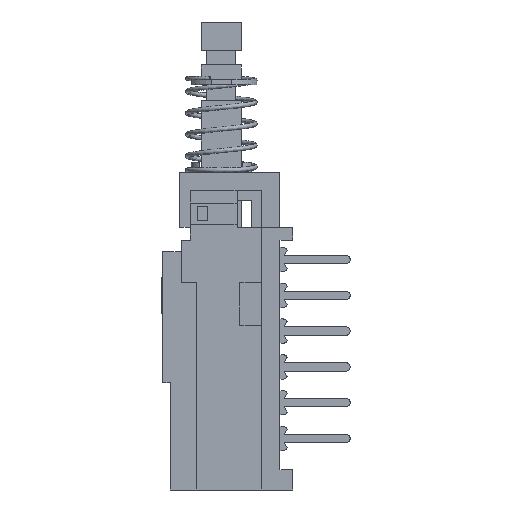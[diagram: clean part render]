
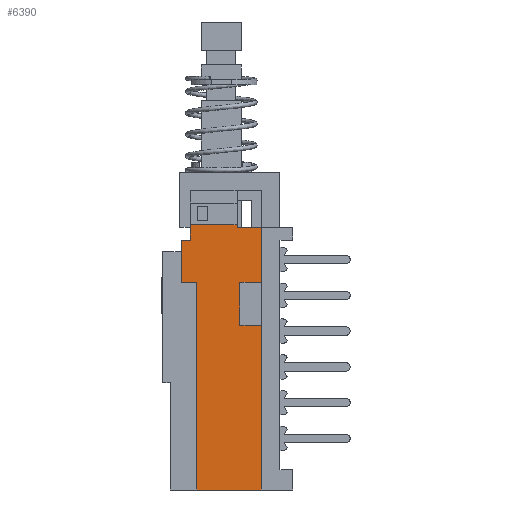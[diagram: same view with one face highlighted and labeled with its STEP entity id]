
A CAD part, left-side view. The second image highlights one B-rep face of the part: STEP entity #6390.
In plain terms, the highlighted planar face has unit normal (-1, 0, 0).
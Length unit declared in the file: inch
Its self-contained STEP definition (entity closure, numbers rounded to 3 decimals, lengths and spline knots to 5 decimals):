
#6205=CARTESIAN_POINT('',(-0.1437,0.11024,-0.17323));
#6206=VERTEX_POINT('',#6205);
#6215=CARTESIAN_POINT('',(-0.1437,0.08547,-0.17323));
#6216=VERTEX_POINT('',#6215);
#6217=CARTESIAN_POINT('',(-0.1437,0.08547,-0.17323));
#6218=DIRECTION('',(0.0,1.0,0.0));
#6219=VECTOR('',#6218,0.02476);
#6220=LINE('',#6217,#6219);
#6221=EDGE_CURVE('',#6216,#6206,#6220,.T.);
#6280=CARTESIAN_POINT('',(-0.1437,-0.12126,-0.89675));
#6281=DIRECTION('',(-1.0,0.0,0.0));
#6282=DIRECTION('',(0.0,0.0,1.0));
#6283=AXIS2_PLACEMENT_3D('',#6280,#6281,#6282);
#6284=PLANE('',#6283);
#6285=CARTESIAN_POINT('',(-0.1437,0.08547,-0.12992));
#6286=VERTEX_POINT('',#6285);
#6287=CARTESIAN_POINT('',(-0.1437,0.08547,-0.12992));
#6288=DIRECTION('',(0.0,0.0,-1.0));
#6289=VECTOR('',#6288,0.04331);
#6290=LINE('',#6287,#6289);
#6291=EDGE_CURVE('',#6286,#6216,#6290,.T.);
#6292=ORIENTED_EDGE('',*,*,#6291,.T.);
#6293=ORIENTED_EDGE('',*,*,#6221,.T.);
#6294=CARTESIAN_POINT('',(-0.1437,0.11024,-0.28937));
#6295=VERTEX_POINT('',#6294);
#6296=CARTESIAN_POINT('',(-0.1437,0.11024,-0.17323));
#6297=DIRECTION('',(0.0,0.0,-1.0));
#6298=VECTOR('',#6297,0.11614);
#6299=LINE('',#6296,#6298);
#6300=EDGE_CURVE('',#6206,#6295,#6299,.T.);
#6301=ORIENTED_EDGE('',*,*,#6300,.T.);
#6302=CARTESIAN_POINT('',(-0.1437,0.06693,-0.28937));
#6303=VERTEX_POINT('',#6302);
#6304=CARTESIAN_POINT('',(-0.1437,0.06693,-0.28937));
#6305=DIRECTION('',(0.0,1.0,0.0));
#6306=VECTOR('',#6305,0.04331);
#6307=LINE('',#6304,#6306);
#6308=EDGE_CURVE('',#6303,#6295,#6307,.T.);
#6309=ORIENTED_EDGE('',*,*,#6308,.F.);
#6310=CARTESIAN_POINT('',(-0.1437,0.06693,-0.86024));
#6311=VERTEX_POINT('',#6310);
#6312=CARTESIAN_POINT('',(-0.1437,0.06693,-0.28937));
#6313=DIRECTION('',(0.0,0.0,-1.0));
#6314=VECTOR('',#6313,0.57087);
#6315=LINE('',#6312,#6314);
#6316=EDGE_CURVE('',#6303,#6311,#6315,.T.);
#6317=ORIENTED_EDGE('',*,*,#6316,.T.);
#6318=CARTESIAN_POINT('',(-0.1437,-0.11024,-0.86024));
#6319=VERTEX_POINT('',#6318);
#6320=CARTESIAN_POINT('',(-0.1437,-0.11024,-0.86024));
#6321=DIRECTION('',(0.0,1.0,0.0));
#6322=VECTOR('',#6321,0.17717);
#6323=LINE('',#6320,#6322);
#6324=EDGE_CURVE('',#6319,#6311,#6323,.T.);
#6325=ORIENTED_EDGE('',*,*,#6324,.F.);
#6326=CARTESIAN_POINT('',(-0.1437,-0.11024,-0.40748));
#6327=VERTEX_POINT('',#6326);
#6328=CARTESIAN_POINT('',(-0.1437,-0.11024,-0.86024));
#6329=DIRECTION('',(0.0,0.0,1.0));
#6330=VECTOR('',#6329,0.45276);
#6331=LINE('',#6328,#6330);
#6332=EDGE_CURVE('',#6319,#6327,#6331,.T.);
#6333=ORIENTED_EDGE('',*,*,#6332,.T.);
#6334=CARTESIAN_POINT('',(-0.1437,-0.05118,-0.40748));
#6335=VERTEX_POINT('',#6334);
#6336=CARTESIAN_POINT('',(-0.1437,-0.11024,-0.40748));
#6337=DIRECTION('',(0.0,1.0,0.0));
#6338=VECTOR('',#6337,0.05906);
#6339=LINE('',#6336,#6338);
#6340=EDGE_CURVE('',#6327,#6335,#6339,.T.);
#6341=ORIENTED_EDGE('',*,*,#6340,.T.);
#6342=CARTESIAN_POINT('',(-0.1437,-0.05118,-0.28937));
#6343=VERTEX_POINT('',#6342);
#6344=CARTESIAN_POINT('',(-0.1437,-0.05118,-0.40748));
#6345=DIRECTION('',(0.0,0.0,1.0));
#6346=VECTOR('',#6345,0.11811);
#6347=LINE('',#6344,#6346);
#6348=EDGE_CURVE('',#6335,#6343,#6347,.T.);
#6349=ORIENTED_EDGE('',*,*,#6348,.T.);
#6350=CARTESIAN_POINT('',(-0.1437,-0.11024,-0.28937));
#6351=VERTEX_POINT('',#6350);
#6352=CARTESIAN_POINT('',(-0.1437,-0.05118,-0.28937));
#6353=DIRECTION('',(0.0,-1.0,0.0));
#6354=VECTOR('',#6353,0.05906);
#6355=LINE('',#6352,#6354);
#6356=EDGE_CURVE('',#6343,#6351,#6355,.T.);
#6357=ORIENTED_EDGE('',*,*,#6356,.T.);
#6358=CARTESIAN_POINT('',(-0.1437,-0.11024,-0.1378));
#6359=VERTEX_POINT('',#6358);
#6360=CARTESIAN_POINT('',(-0.1437,-0.11024,-0.28937));
#6361=DIRECTION('',(0.0,0.0,1.0));
#6362=VECTOR('',#6361,0.15157);
#6363=LINE('',#6360,#6362);
#6364=EDGE_CURVE('',#6351,#6359,#6363,.T.);
#6365=ORIENTED_EDGE('',*,*,#6364,.T.);
#6366=CARTESIAN_POINT('',(-0.1437,-0.04331,-0.1378));
#6367=VERTEX_POINT('',#6366);
#6368=CARTESIAN_POINT('',(-0.1437,-0.11024,-0.1378));
#6369=DIRECTION('',(0.0,1.0,0.0));
#6370=VECTOR('',#6369,0.06693);
#6371=LINE('',#6368,#6370);
#6372=EDGE_CURVE('',#6359,#6367,#6371,.T.);
#6373=ORIENTED_EDGE('',*,*,#6372,.T.);
#6374=CARTESIAN_POINT('',(-0.1437,-0.04331,-0.12992));
#6375=VERTEX_POINT('',#6374);
#6376=CARTESIAN_POINT('',(-0.1437,-0.04331,-0.1378));
#6377=DIRECTION('',(0.0,0.0,1.0));
#6378=VECTOR('',#6377,0.00787);
#6379=LINE('',#6376,#6378);
#6380=EDGE_CURVE('',#6367,#6375,#6379,.T.);
#6381=ORIENTED_EDGE('',*,*,#6380,.T.);
#6382=CARTESIAN_POINT('',(-0.1437,-0.04331,-0.12992));
#6383=DIRECTION('',(0.0,1.0,0.0));
#6384=VECTOR('',#6383,0.12878);
#6385=LINE('',#6382,#6384);
#6386=EDGE_CURVE('',#6375,#6286,#6385,.T.);
#6387=ORIENTED_EDGE('',*,*,#6386,.T.);
#6388=EDGE_LOOP('',(#6292,#6293,#6301,#6309,#6317,#6325,#6333,#6341,#6349,#6357,#6365,#6373,#6381,#6387));
#6389=FACE_OUTER_BOUND('',#6388,.T.);
#6390=ADVANCED_FACE('',(#6389),#6284,.T.);
